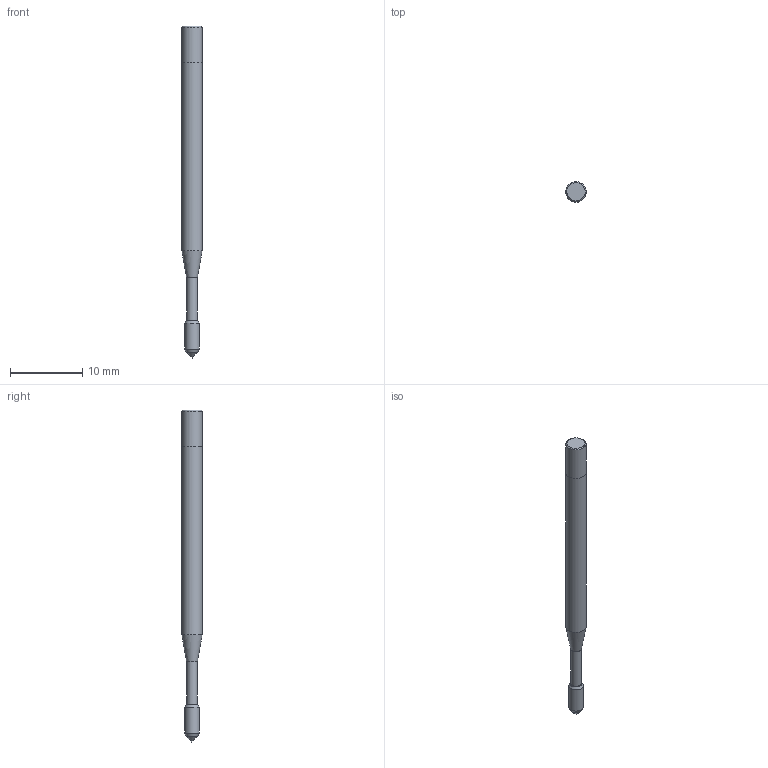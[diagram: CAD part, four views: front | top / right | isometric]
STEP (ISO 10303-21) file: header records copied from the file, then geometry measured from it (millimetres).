
FILE_DESCRIPTION(('3-D model version:1'), '1');
FILE_NAME('T300-XM100DA-M2 C145', '2015-11-05T13:25:07', ('InteractiveCad'), ('AB Sandvik Coromant'), 'HarmonyWare STEP v2.0.0 Express v1.2.0.0', 'T3D tool generator', 'Unknown');
FILE_SCHEMA(('AUTOMOTIVE_DESIGN'));
Length unit declared in the file: millimetre
Products named in the file (4): NONE
Assembly tree (3 placements, depth 2):
  NONE
    NONE
    NONE
    NONE
Bounding box: 2.8 x 2.8 x 45.8 mm (x, y, z)
Volume: 229.3 mm3; surface area: 405.7 mm2
Topology: 2 solids, 2 shells, 13 faces, 29 edges, 21 vertices
Faces by surface type: bspline 12, plane 1
Entity records: 673 total; most frequent: CARTESIAN_POINT 379, ORIENTED_EDGE 48, EDGE_CURVE 24, DIRECTION 20, B_SPLINE_CURVE_WITH_KNOTS 16, ADVANCED_FACE 13, FACE_OUTER_BOUND 13, EDGE_LOOP 13
